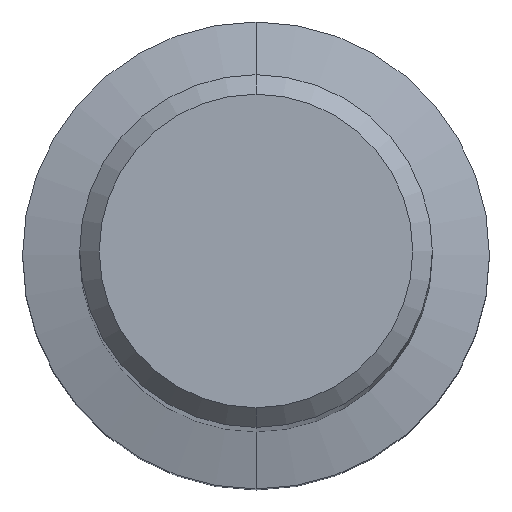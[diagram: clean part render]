
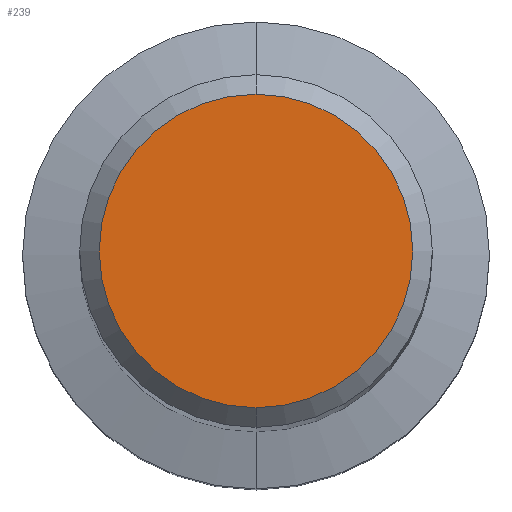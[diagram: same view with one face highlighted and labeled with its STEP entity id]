
A CAD part, top view. The second image highlights one B-rep face of the part: STEP entity #239.
In plain terms, the highlighted planar face has unit normal (0, 0, 1).
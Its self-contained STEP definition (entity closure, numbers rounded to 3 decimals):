
#127=EDGE_CURVE('',#297,#299,#326,.T.);
#239=ADVANCED_FACE('',(#451),#452,.T.);
#255=EDGE_CURVE('',#299,#297,#473,.T.);
#297=VERTEX_POINT('',#520);
#299=VERTEX_POINT('',#522);
#326=CIRCLE('',#542,4.8);
#451=FACE_OUTER_BOUND('',#708,.T.);
#452=PLANE('',#709);
#473=CIRCLE('',#735,4.8);
#520=CARTESIAN_POINT('',(0.0,4.8,0.0));
#522=CARTESIAN_POINT('',(0.,-4.8,0.0));
#542=AXIS2_PLACEMENT_3D('',#803,#804,#805);
#708=EDGE_LOOP('',(#960,#961));
#709=AXIS2_PLACEMENT_3D('',#962,#963,#964);
#735=AXIS2_PLACEMENT_3D('',#1004,#1005,#1006);
#803=CARTESIAN_POINT('',(0.0,0.0,0.0));
#804=DIRECTION('',(0.0,0.0,-1.0));
#805=DIRECTION('',(0.0,1.0,0.0));
#960=ORIENTED_EDGE('',*,*,#127,.F.);
#961=ORIENTED_EDGE('',*,*,#255,.F.);
#962=CARTESIAN_POINT('',(0.0,2.4,0.0));
#963=DIRECTION('',(-0.0,0.0,1.0));
#964=DIRECTION('',(0.0,-1.0,0.0));
#1004=CARTESIAN_POINT('',(0.0,0.0,0.0));
#1005=DIRECTION('',(0.0,0.0,-1.0));
#1006=DIRECTION('',(0.0,1.0,0.0));
